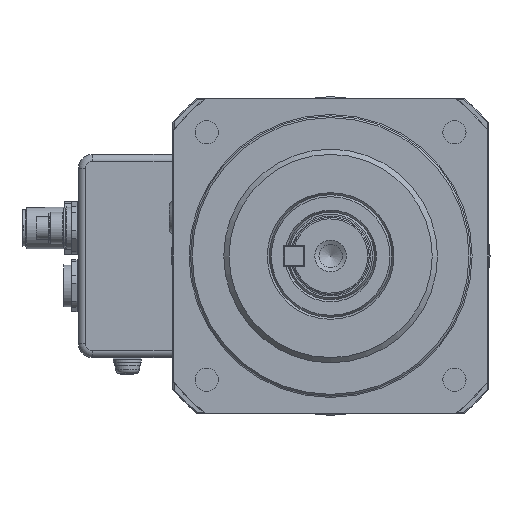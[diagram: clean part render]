
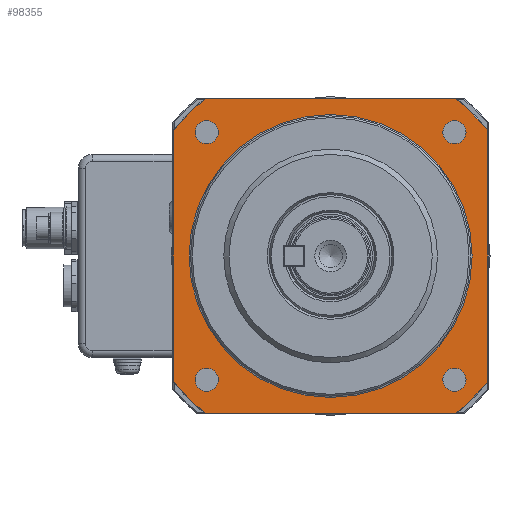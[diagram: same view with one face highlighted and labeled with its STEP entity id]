
A CAD part, left-side view. The second image highlights one B-rep face of the part: STEP entity #98355.
In plain terms, the highlighted face is planar.
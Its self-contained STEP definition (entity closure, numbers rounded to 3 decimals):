
#705 = AXIS2_PLACEMENT_3D ( 'NONE', #79624, #29631, #159217 ) ;
#1605 = ORIENTED_EDGE ( 'NONE', *, *, #108177, .T. ) ;
#1897 = DIRECTION ( 'NONE',  ( 1., 0., 0. ) ) ;
#2922 = CARTESIAN_POINT ( 'NONE',  ( 44.9, -49.39, 0. ) ) ;
#3128 = CARTESIAN_POINT ( 'NONE',  ( 38.655, 35.355, 0. ) ) ;
#4123 = ORIENTED_EDGE ( 'NONE', *, *, #137450, .F. ) ;
#4888 = ORIENTED_EDGE ( 'NONE', *, *, #12139, .T. ) ;
#7000 = CARTESIAN_POINT ( 'NONE',  ( 40.4, 0., 0. ) ) ;
#7052 = CARTESIAN_POINT ( 'NONE',  ( 35.76, 44.9, 0. ) ) ;
#8789 = AXIS2_PLACEMENT_3D ( 'NONE', #16622, #42135, #1897 ) ;
#10037 = VERTEX_POINT ( 'NONE', #145220 ) ;
#12139 = EDGE_CURVE ( 'NONE', #106477, #18678, #83335, .T. ) ;
#12617 = EDGE_CURVE ( 'NONE', #10037, #51179, #135972, .T. ) ;
#15763 = DIRECTION ( 'NONE',  ( 1., 0., 0. ) ) ;
#16622 = CARTESIAN_POINT ( 'NONE',  ( 0., 0., 0. ) ) ;
#17378 = AXIS2_PLACEMENT_3D ( 'NONE', #165971, #129451, #49392 ) ;
#18072 = DIRECTION ( 'NONE',  ( 1., 0., 0. ) ) ;
#18678 = VERTEX_POINT ( 'NONE', #87841 ) ;
#20342 = EDGE_CURVE ( 'NONE', #133633, #133633, #120887, .T. ) ;
#22615 = ORIENTED_EDGE ( 'NONE', *, *, #140544, .T. ) ;
#26401 = CARTESIAN_POINT ( 'NONE',  ( -49.39, -49.39, 0. ) ) ;
#27425 = CIRCLE ( 'NONE', #96490, 3.3 ) ;
#29417 = CIRCLE ( 'NONE', #705, 57.4 ) ;
#29631 = DIRECTION ( 'NONE',  ( 0., 0., 1. ) ) ;
#42135 = DIRECTION ( 'NONE',  ( 0., 0., 1. ) ) ;
#42181 = DIRECTION ( 'NONE',  ( 0., 0., 1. ) ) ;
#43458 = DIRECTION ( 'NONE',  ( 1., 0., 0. ) ) ;
#43568 = CARTESIAN_POINT ( 'NONE',  ( -35.76, 44.9, 0. ) ) ;
#45501 = EDGE_LOOP ( 'NONE', ( #50193 ) ) ;
#47659 = EDGE_CURVE ( 'NONE', #131351, #136183, #97350, .T. ) ;
#49392 = DIRECTION ( 'NONE',  ( 1., 0., 0. ) ) ;
#49999 = VERTEX_POINT ( 'NONE', #7000 ) ;
#50055 = EDGE_CURVE ( 'NONE', #18678, #101786, #29417, .T. ) ;
#50193 = ORIENTED_EDGE ( 'NONE', *, *, #62381, .T. ) ;
#51179 = VERTEX_POINT ( 'NONE', #153763 ) ;
#51821 = VERTEX_POINT ( 'NONE', #76087 ) ;
#52016 = FACE_BOUND ( 'NONE', #140411, .T. ) ;
#52064 = VERTEX_POINT ( 'NONE', #43568 ) ;
#54338 = CARTESIAN_POINT ( 'NONE',  ( -49.39, -44.9, 0. ) ) ;
#56015 = DIRECTION ( 'NONE',  ( 0., 0., 1. ) ) ;
#57206 = DIRECTION ( 'NONE',  ( 0., 0., 1. ) ) ;
#58334 = EDGE_CURVE ( 'NONE', #52064, #131351, #104532, .T. ) ;
#58581 = CARTESIAN_POINT ( 'NONE',  ( -44.9, -35.76, 0. ) ) ;
#60913 = VECTOR ( 'NONE', #77511, 1000. ) ;
#62381 = EDGE_CURVE ( 'NONE', #49999, #49999, #154345, .T. ) ;
#63830 = ORIENTED_EDGE ( 'NONE', *, *, #127416, .T. ) ;
#67108 = CIRCLE ( 'NONE', #154064, 3.3 ) ;
#68766 = CARTESIAN_POINT ( 'NONE',  ( -44.9, -49.39, 0. ) ) ;
#73076 = EDGE_LOOP ( 'NONE', ( #114414, #22615, #147325, #97842, #63830, #156829, #1605, #4888 ) ) ;
#74312 = FACE_BOUND ( 'NONE', #129276, .T. ) ;
#75016 = AXIS2_PLACEMENT_3D ( 'NONE', #132163, #56015, #145264 ) ;
#76087 = CARTESIAN_POINT ( 'NONE',  ( -32.055, 35.355, 0. ) ) ;
#76308 = FACE_BOUND ( 'NONE', #98853, .T. ) ;
#76974 = DIRECTION ( 'NONE',  ( 1., 0., 0. ) ) ;
#77511 = DIRECTION ( 'NONE',  ( -1., 0., 0. ) ) ;
#79624 = CARTESIAN_POINT ( 'NONE',  ( 0., 0., 0. ) ) ;
#80833 = CARTESIAN_POINT ( 'NONE',  ( -35.355, -35.355, 0. ) ) ;
#81052 = VECTOR ( 'NONE', #159736, 1000. ) ;
#82225 = ORIENTED_EDGE ( 'NONE', *, *, #20342, .F. ) ;
#83335 = LINE ( 'NONE', #2922, #115789 ) ;
#83632 = CARTESIAN_POINT ( 'NONE',  ( -35.355, 35.355, 0. ) ) ;
#86577 = FACE_OUTER_BOUND ( 'NONE', #73076, .T. ) ;
#87841 = CARTESIAN_POINT ( 'NONE',  ( 44.9, 35.76, 0. ) ) ;
#88633 = CARTESIAN_POINT ( 'NONE',  ( -32.055, -35.355, 0. ) ) ;
#90615 = ORIENTED_EDGE ( 'NONE', *, *, #153530, .F. ) ;
#91713 = CARTESIAN_POINT ( 'NONE',  ( -49.39, 44.9, 0. ) ) ;
#94334 = DIRECTION ( 'NONE',  ( 0., 1., 0. ) ) ;
#94620 = CARTESIAN_POINT ( 'NONE',  ( 35.355, -35.355, 0. ) ) ;
#96413 = CARTESIAN_POINT ( 'NONE',  ( 44.9, -35.76, 0. ) ) ;
#96490 = AXIS2_PLACEMENT_3D ( 'NONE', #83632, #135334, #96719 ) ;
#96719 = DIRECTION ( 'NONE',  ( 1., 0., 0. ) ) ;
#97350 = LINE ( 'NONE', #68766, #81052 ) ;
#97842 = ORIENTED_EDGE ( 'NONE', *, *, #47659, .T. ) ;
#98355 = ADVANCED_FACE ( 'NONE', ( #145437, #86577, #52016, #100768, #74312, #76308 ), #130340, .T. ) ;
#98853 = EDGE_LOOP ( 'NONE', ( #4123 ) ) ;
#100768 = FACE_BOUND ( 'NONE', #118514, .T. ) ;
#101786 = VERTEX_POINT ( 'NONE', #7052 ) ;
#104532 = CIRCLE ( 'NONE', #131046, 57.4 ) ;
#105512 = VECTOR ( 'NONE', #15763, 1000. ) ;
#106477 = VERTEX_POINT ( 'NONE', #96413 ) ;
#108177 = EDGE_CURVE ( 'NONE', #51179, #106477, #111357, .T. ) ;
#108778 = DIRECTION ( 'NONE',  ( 0., 0., 1. ) ) ;
#111357 = CIRCLE ( 'NONE', #143719, 57.4 ) ;
#114414 = ORIENTED_EDGE ( 'NONE', *, *, #50055, .T. ) ;
#114569 = CIRCLE ( 'NONE', #122122, 3.3 ) ;
#115789 = VECTOR ( 'NONE', #94334, 1000. ) ;
#117243 = DIRECTION ( 'NONE',  ( 0., 0., 1. ) ) ;
#118514 = EDGE_LOOP ( 'NONE', ( #90615 ) ) ;
#118887 = DIRECTION ( 'NONE',  ( 1., 0., 0. ) ) ;
#120887 = CIRCLE ( 'NONE', #75016, 3.3 ) ;
#120941 = ORIENTED_EDGE ( 'NONE', *, *, #151406, .F. ) ;
#122122 = AXIS2_PLACEMENT_3D ( 'NONE', #80833, #42181, #118887 ) ;
#122849 = VERTEX_POINT ( 'NONE', #144772 ) ;
#124801 = VERTEX_POINT ( 'NONE', #88633 ) ;
#127416 = EDGE_CURVE ( 'NONE', #136183, #10037, #135906, .T. ) ;
#129276 = EDGE_LOOP ( 'NONE', ( #120941 ) ) ;
#129451 = DIRECTION ( 'NONE',  ( 0., 0., -1. ) ) ;
#130273 = AXIS2_PLACEMENT_3D ( 'NONE', #26401, #117243, #76974 ) ;
#130340 = PLANE ( 'NONE',  #130273 ) ;
#131046 = AXIS2_PLACEMENT_3D ( 'NONE', #163840, #151294, #152428 ) ;
#131351 = VERTEX_POINT ( 'NONE', #168467 ) ;
#132163 = CARTESIAN_POINT ( 'NONE',  ( 35.355, 35.355, 0. ) ) ;
#133633 = VERTEX_POINT ( 'NONE', #3128 ) ;
#135031 = CARTESIAN_POINT ( 'NONE',  ( 0., 0., 0. ) ) ;
#135334 = DIRECTION ( 'NONE',  ( 0., 0., 1. ) ) ;
#135906 = CIRCLE ( 'NONE', #8789, 57.4 ) ;
#135972 = LINE ( 'NONE', #54338, #105512 ) ;
#136183 = VERTEX_POINT ( 'NONE', #58581 ) ;
#137450 = EDGE_CURVE ( 'NONE', #51821, #51821, #27425, .T. ) ;
#140411 = EDGE_LOOP ( 'NONE', ( #82225 ) ) ;
#140544 = EDGE_CURVE ( 'NONE', #101786, #52064, #148355, .T. ) ;
#143719 = AXIS2_PLACEMENT_3D ( 'NONE', #135031, #57206, #18072 ) ;
#144772 = CARTESIAN_POINT ( 'NONE',  ( 38.655, -35.355, 0. ) ) ;
#145220 = CARTESIAN_POINT ( 'NONE',  ( -35.76, -44.9, 0. ) ) ;
#145264 = DIRECTION ( 'NONE',  ( 1., 0., 0. ) ) ;
#145437 = FACE_BOUND ( 'NONE', #45501, .T. ) ;
#147325 = ORIENTED_EDGE ( 'NONE', *, *, #58334, .T. ) ;
#148355 = LINE ( 'NONE', #91713, #60913 ) ;
#151294 = DIRECTION ( 'NONE',  ( 0., 0., 1. ) ) ;
#151406 = EDGE_CURVE ( 'NONE', #124801, #124801, #114569, .T. ) ;
#152428 = DIRECTION ( 'NONE',  ( 1., 0., 0. ) ) ;
#153530 = EDGE_CURVE ( 'NONE', #122849, #122849, #67108, .T. ) ;
#153763 = CARTESIAN_POINT ( 'NONE',  ( 35.76, -44.9, 0. ) ) ;
#154064 = AXIS2_PLACEMENT_3D ( 'NONE', #94620, #108778, #43458 ) ;
#154345 = CIRCLE ( 'NONE', #17378, 40.4 ) ;
#156829 = ORIENTED_EDGE ( 'NONE', *, *, #12617, .T. ) ;
#159217 = DIRECTION ( 'NONE',  ( 1., 0., 0. ) ) ;
#159736 = DIRECTION ( 'NONE',  ( 0., -1., 0. ) ) ;
#163840 = CARTESIAN_POINT ( 'NONE',  ( 0., 0., 0. ) ) ;
#165971 = CARTESIAN_POINT ( 'NONE',  ( 0., 0., 0. ) ) ;
#168467 = CARTESIAN_POINT ( 'NONE',  ( -44.9, 35.76, 0. ) ) ;
